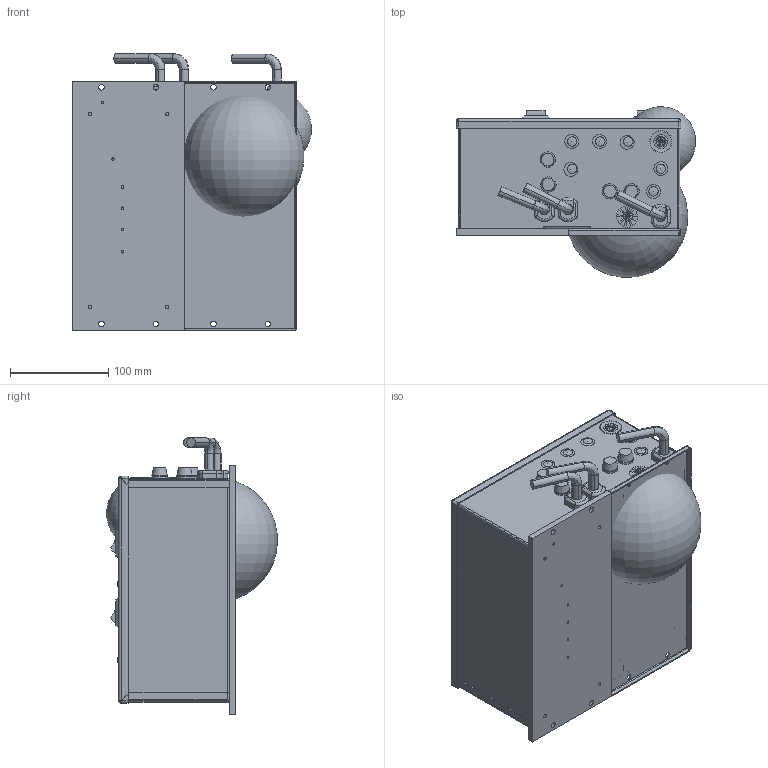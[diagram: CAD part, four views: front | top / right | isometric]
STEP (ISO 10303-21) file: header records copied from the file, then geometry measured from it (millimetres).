
FILE_DESCRIPTION (( 'STEP AP214' ), '1' );
FILE_NAME ('pn 121-200-0783_model VFC-3-200-240_240V.STEP', '2026-03-02T22:00:50', ( '' ), ( '' ), 'SwSTEP 2.0', 'SolidWorks 2022', '' );
FILE_SCHEMA (( 'AUTOMOTIVE_DESIGN' ));
Length unit declared in the file: inch
Products named in the file (17): KNOCKOUT-.880_DEFAULT; 112-000-0289_DEFAULT; KNOCKOUT .855_DEFAULT; 112-000-0312-3D_DEFAULT; KNOCKOUT .555_DEFAULT; 121-000-0311-3D_DEFAULT; 104-000-0108; 112-000-0313-3D_DEFAULT; 106-000-0022-FUSE-3D; 112-000-0316-3D_DEFAULT; SWITCH_220V_DEFAULT; 104-000-0078; 112-000-0310-3D-LEFT SIDE_DEFAULT; 112-000-0057-3D_DEFAULT; CORD-SHORTR RAD_DEFAULT; pn 121-200-0783_model VFC-3-200-240_240V; 112-000-0321-3D_DEFAULT
Assembly tree (29 placements, depth 2):
  pn 121-200-0783_model VFC-3-200-240_240V
    112-000-0289_DEFAULT
    112-000-0312-3D_DEFAULT
    112-000-0310-3D-LEFT SIDE_DEFAULT
    KNOCKOUT .555_DEFAULT  x6
    KNOCKOUT-.880_DEFAULT
    106-000-0022-FUSE-3D  x4
    112-000-0057-3D_DEFAULT  x3
    KNOCKOUT .855_DEFAULT
    CORD-SHORTR RAD_DEFAULT  x3
    SWITCH_220V_DEFAULT  x2
    104-000-0108
    112-000-0316-3D_DEFAULT
    121-000-0311-3D_DEFAULT
    112-000-0313-3D_DEFAULT
    104-000-0078
    112-000-0321-3D_DEFAULT
Bounding box: 243.75 x 174.12 x 281.76 mm (x, y, z)
Volume: 1689748.3 mm3; surface area: 596090.9 mm2
Topology: 32 solids, 32 shells, 2373 faces, 6181 edges, 4091 vertices
Faces by surface type: plane 1479, bspline 513, cylinder 333, torus 35, sphere 8, cone 5
Full cylindrical faces by diameter (mm): 0.705 x1, 0.859 x1, 2.578 x1, 2.705 x5, 3.002 x2, 3.454 x4, 3.554 x2, 4.305 x12, 5.613 x8, 9.525 x15, 12.7 x4, 14.097 x6, 15.494 x4, 21.717 x1, 22.377 x1
Entity records: 98170 total; most frequent: CARTESIAN_POINT 42786, ORIENTED_EDGE 11644, DIRECTION 8895, EDGE_CURVE 5822, VECTOR 4159, LINE 4159, VERTEX_POINT 3900, EDGE_LOOP 2628
